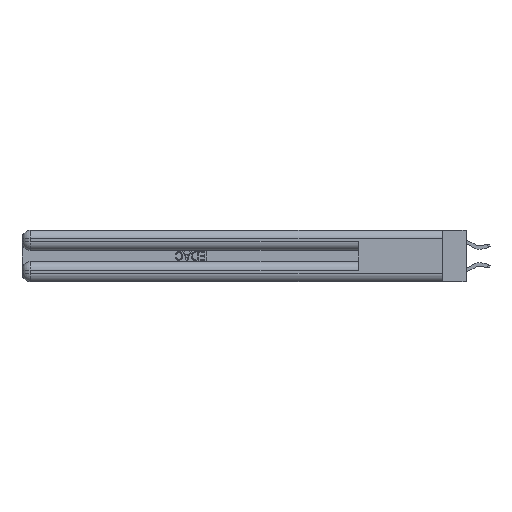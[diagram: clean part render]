
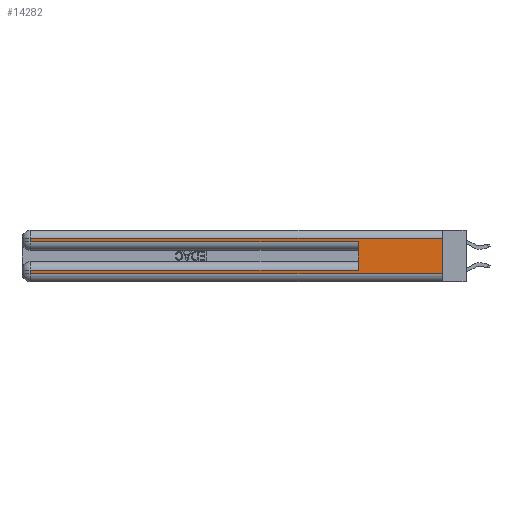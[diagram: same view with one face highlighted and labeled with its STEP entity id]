
A CAD part, left-side view. The second image highlights one B-rep face of the part: STEP entity #14282.
In plain terms, the highlighted planar face has unit normal (-1, 0, 0).
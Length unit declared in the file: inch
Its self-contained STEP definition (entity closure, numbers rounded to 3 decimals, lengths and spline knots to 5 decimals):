
#15 = DIRECTION ( 'NONE',  ( 0., -1., 0. ) ) ;
#21 = DIRECTION ( 'NONE',  ( 0., 0., -1. ) ) ;
#101 = VERTEX_POINT ( 'NONE', #6607 ) ;
#159 = LINE ( 'NONE', #15004, #19134 ) ;
#581 = EDGE_CURVE ( 'NONE', #9800, #101, #12716, .T. ) ;
#752 = PLANE ( 'NONE',  #22126 ) ;
#888 = VERTEX_POINT ( 'NONE', #18972 ) ;
#912 = LINE ( 'NONE', #12183, #12998 ) ;
#1868 = CARTESIAN_POINT ( 'NONE',  ( 0., 0., 0.06 ) ) ;
#2237 = CARTESIAN_POINT ( 'NONE',  ( 0., 0., 0.085 ) ) ;
#2564 = CARTESIAN_POINT ( 'NONE',  ( 0., 2.94, 0.37 ) ) ;
#2657 = DIRECTION ( 'NONE',  ( 0., 1., 0. ) ) ;
#3174 = DIRECTION ( 'NONE',  ( 0., 0., -1. ) ) ;
#4312 = CARTESIAN_POINT ( 'NONE',  ( 0., 0., 0.37 ) ) ;
#5311 = FACE_OUTER_BOUND ( 'NONE', #23551, .T. ) ;
#6605 = VERTEX_POINT ( 'NONE', #7089 ) ;
#6607 = CARTESIAN_POINT ( 'NONE',  ( 0., 0., 0.06 ) ) ;
#7089 = CARTESIAN_POINT ( 'NONE',  ( 0., 0., 0.31 ) ) ;
#7551 = ORIENTED_EDGE ( 'NONE', *, *, #19742, .F. ) ;
#7770 = DIRECTION ( 'NONE',  ( 0., 1., 0. ) ) ;
#8242 = EDGE_CURVE ( 'NONE', #888, #23303, #912, .T. ) ;
#9100 = EDGE_CURVE ( 'NONE', #9199, #888, #22107, .T. ) ;
#9193 = EDGE_CURVE ( 'NONE', #16633, #9800, #26844, .T. ) ;
#9199 = VERTEX_POINT ( 'NONE', #18078 ) ;
#9264 = EDGE_CURVE ( 'NONE', #10027, #16633, #26797, .T. ) ;
#9459 = CARTESIAN_POINT ( 'NONE',  ( 0., 0., 0.37 ) ) ;
#9800 = VERTEX_POINT ( 'NONE', #10678 ) ;
#10027 = VERTEX_POINT ( 'NONE', #24366 ) ;
#10367 = VECTOR ( 'NONE', #2657, 39.37008 ) ;
#10678 = CARTESIAN_POINT ( 'NONE',  ( 0., 2.94, 0.06 ) ) ;
#10700 = ORIENTED_EDGE ( 'NONE', *, *, #9193, .T. ) ;
#10950 = ORIENTED_EDGE ( 'NONE', *, *, #581, .T. ) ;
#11266 = DIRECTION ( 'NONE',  ( 0., 0., -1. ) ) ;
#12183 = CARTESIAN_POINT ( 'NONE',  ( 0., 0., 0.285 ) ) ;
#12716 = LINE ( 'NONE', #1868, #19277 ) ;
#12998 = VECTOR ( 'NONE', #27048, 39.37008 ) ;
#13837 = CARTESIAN_POINT ( 'NONE',  ( 0., 2.94, 0.37 ) ) ;
#14199 = LINE ( 'NONE', #23037, #15950 ) ;
#14282 = ADVANCED_FACE ( 'NONE', ( #5311 ), #752, .F. ) ;
#15004 = CARTESIAN_POINT ( 'NONE',  ( 0., 0.6, 0.145 ) ) ;
#15729 = ORIENTED_EDGE ( 'NONE', *, *, #9100, .T. ) ;
#15950 = VECTOR ( 'NONE', #7770, 39.37008 ) ;
#16633 = VERTEX_POINT ( 'NONE', #27956 ) ;
#18078 = CARTESIAN_POINT ( 'NONE',  ( 0., 2.94, 0.31 ) ) ;
#18174 = DIRECTION ( 'NONE',  ( 1., 0., 0. ) ) ;
#18292 = ORIENTED_EDGE ( 'NONE', *, *, #19691, .F. ) ;
#18972 = CARTESIAN_POINT ( 'NONE',  ( 0., 2.94, 0.285 ) ) ;
#19118 = EDGE_CURVE ( 'NONE', #6605, #9199, #14199, .T. ) ;
#19134 = VECTOR ( 'NONE', #19578, 39.37008 ) ;
#19277 = VECTOR ( 'NONE', #15, 39.37008 ) ;
#19578 = DIRECTION ( 'NONE',  ( 0., 0., 1. ) ) ;
#19691 = EDGE_CURVE ( 'NONE', #10027, #23303, #159, .T. ) ;
#19742 = EDGE_CURVE ( 'NONE', #6605, #101, #23840, .T. ) ;
#20788 = ORIENTED_EDGE ( 'NONE', *, *, #19118, .T. ) ;
#21411 = VECTOR ( 'NONE', #21, 39.37008 ) ;
#21790 = CARTESIAN_POINT ( 'NONE',  ( 0., 0.6, 0.285 ) ) ;
#22107 = LINE ( 'NONE', #2564, #28160 ) ;
#22126 = AXIS2_PLACEMENT_3D ( 'NONE', #9459, #18174, #3174 ) ;
#22533 = DIRECTION ( 'NONE',  ( 0., 0., -1. ) ) ;
#23037 = CARTESIAN_POINT ( 'NONE',  ( 0., 0., 0.31 ) ) ;
#23303 = VERTEX_POINT ( 'NONE', #21790 ) ;
#23444 = ORIENTED_EDGE ( 'NONE', *, *, #8242, .T. ) ;
#23551 = EDGE_LOOP ( 'NONE', ( #7551, #20788, #15729, #23444, #18292, #26950, #10700, #10950 ) ) ;
#23840 = LINE ( 'NONE', #4312, #21411 ) ;
#24366 = CARTESIAN_POINT ( 'NONE',  ( 0., 0.6, 0.085 ) ) ;
#25853 = VECTOR ( 'NONE', #22533, 39.37008 ) ;
#26797 = LINE ( 'NONE', #2237, #10367 ) ;
#26844 = LINE ( 'NONE', #13837, #25853 ) ;
#26950 = ORIENTED_EDGE ( 'NONE', *, *, #9264, .T. ) ;
#27048 = DIRECTION ( 'NONE',  ( 0., -1., 0. ) ) ;
#27956 = CARTESIAN_POINT ( 'NONE',  ( 0., 2.94, 0.085 ) ) ;
#28160 = VECTOR ( 'NONE', #11266, 39.37008 ) ;
